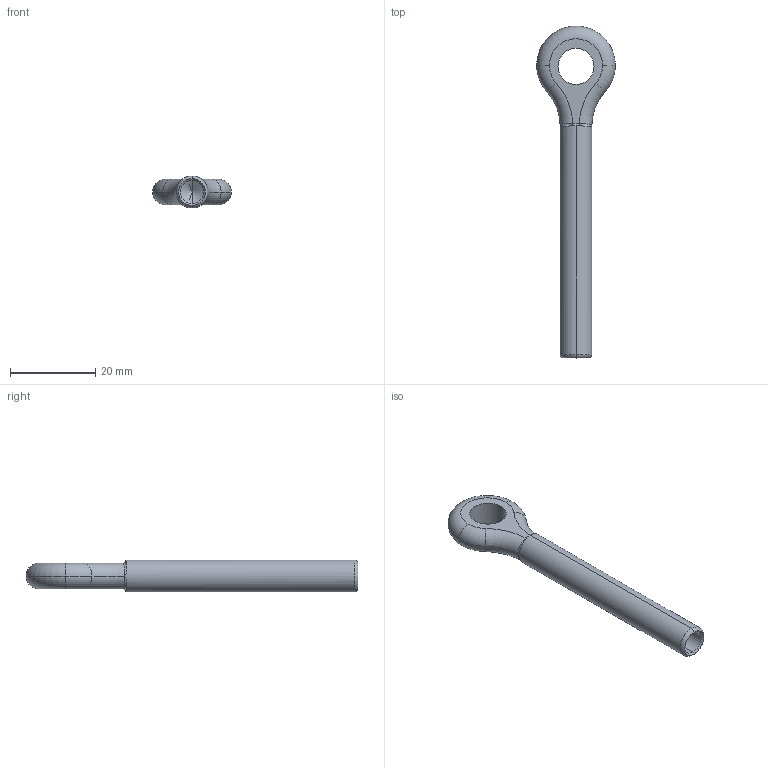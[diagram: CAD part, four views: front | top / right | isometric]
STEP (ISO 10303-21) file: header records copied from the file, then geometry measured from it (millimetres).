
FILE_DESCRIPTION (( 'STEP AP203' ), '1' );
FILE_NAME ('A14_7333-005.STEP', '2024-04-23T05:36:42', ( '' ), ( '' ), 'SwSTEP 2.0', 'SolidWorks 2019', '' );
FILE_SCHEMA (( 'CONFIG_CONTROL_DESIGN' ));
Length unit declared in the file: millimetre
Products named in the file (1): A14_7333-005
Bounding box: 18.5 x 78.01 x 7.5 mm (x, y, z)
Volume: 2653.7 mm3; surface area: 2980.7 mm2
Topology: 1 solids, 1 shells, 36 faces, 85 edges, 49 vertices
Faces by surface type: torus 12, cylinder 10, plane 6, cone 4, bspline 4
Entity records: 1435 total; most frequent: CARTESIAN_POINT 557, DIRECTION 176, ORIENTED_EDGE 166, EDGE_CURVE 83, AXIS2_PLACEMENT_3D 80, VERTEX_POINT 49, CIRCLE 47, EDGE_LOOP 38
